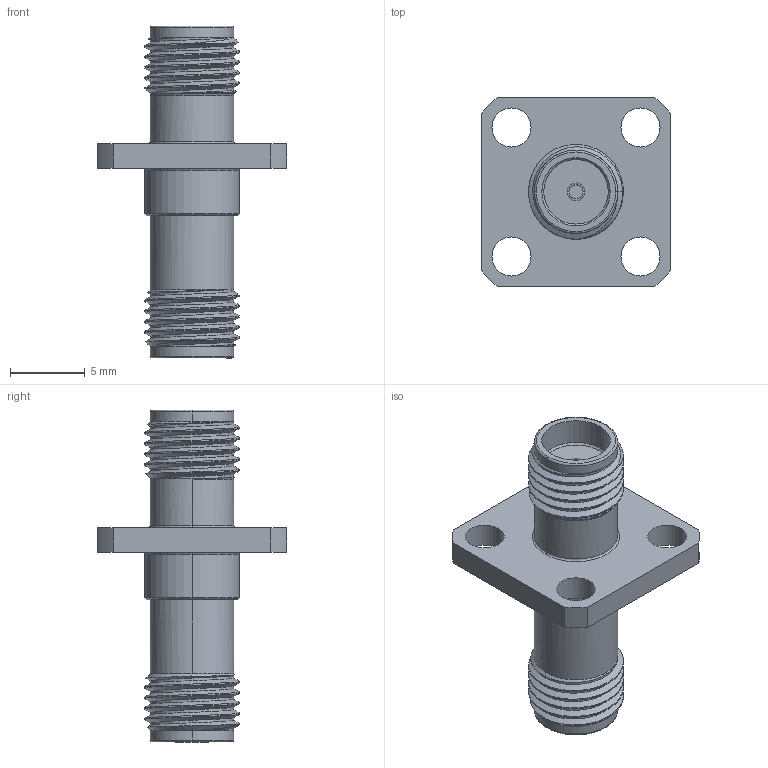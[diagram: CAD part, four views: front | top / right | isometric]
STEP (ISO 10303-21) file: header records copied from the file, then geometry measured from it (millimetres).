
FILE_DESCRIPTION (( 'STEP AP203' ), '1' );
FILE_NAME ('PE9312.step', '2018-10-12T15:30:28', ( '' ), ( '' ), 'SwSTEP 2.0', 'SolidWorks 2017', '' );
FILE_SCHEMA (( 'CONFIG_CONTROL_DESIGN' ));
Length unit declared in the file: inch
Products named in the file (1): PE9312
Bounding box: 12.7 x 12.7 x 22.23 mm (x, y, z)
Volume: 707.5 mm3; surface area: 939.6 mm2
Topology: 1 solids, 1 shells, 103 faces, 249 edges, 157 vertices
Faces by surface type: cylinder 54, cone 18, plane 15, torus 10, bspline 6
Entity records: 5211 total; most frequent: CARTESIAN_POINT 2850, ORIENTED_EDGE 498, DIRECTION 460, EDGE_CURVE 249, AXIS2_PLACEMENT_3D 191, VERTEX_POINT 157, EDGE_LOOP 120, ADVANCED_FACE 103
